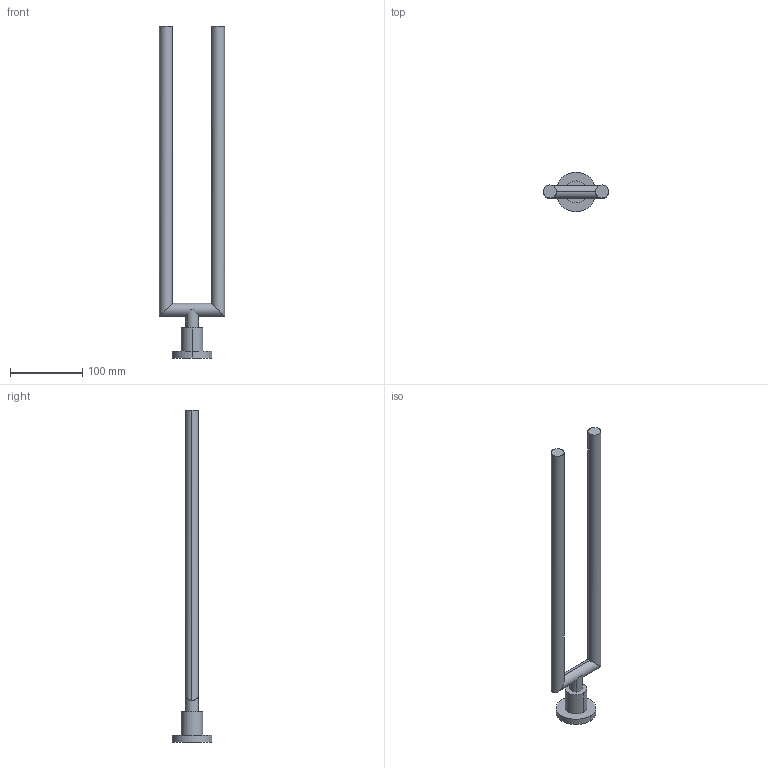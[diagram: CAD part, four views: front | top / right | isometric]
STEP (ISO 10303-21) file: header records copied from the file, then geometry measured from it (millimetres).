
FILE_DESCRIPTION (( 'STEP AP203' ), '1' );
FILE_NAME ('83210892-00.STEP', '2018-07-04T05:55:46', ( '' ), ( '' ), 'SwSTEP 2.0', 'SolidWorks 2017', '' );
FILE_SCHEMA (( 'CONFIG_CONTROL_DESIGN' ));
Length unit declared in the file: millimetre
Products named in the file (5): Planungsmodell_Rohr_gerade-+-28.568.780-10_ _K89_18x26,5; Planungsmodell_Rohr-+-08.17.20.630.90-01_ _K14_18x401,46_45_90; 83210892-00; Planungsmodell_Rohr-+-08.17.20.630.90-01_ _K15_18x81_45_45; Planungsmodell_Rohr-+-10.060.780-02_ _K14_D55x9,5_D30,3x32,5
Assembly tree (5 placements, depth 2):
  83210892-00
    Planungsmodell_Rohr-+-10.060.780-02_ _K14_D55x9,5_D30,3x32,5
    Planungsmodell_Rohr-+-08.17.20.630.90-01_ _K14_18x401,46_45_90  x2
    Planungsmodell_Rohr-+-08.17.20.630.90-01_ _K15_18x81_45_45
    Planungsmodell_Rohr_gerade-+-28.568.780-10_ _K89_18x26,5
Bounding box: 90 x 55 x 458.96 mm (x, y, z)
Volume: 269626.7 mm3; surface area: 61814.3 mm2
Topology: 5 solids, 5 shells, 23 faces, 36 edges, 24 vertices
Faces by surface type: cylinder 12, plane 11
Entity records: 993 total; most frequent: CARTESIAN_POINT 95, DIRECTION 92, ORIENTED_EDGE 60, PERSON_AND_ORGANIZATION 45, AXIS2_PLACEMENT_3D 41, DATE_AND_TIME 35, CALENDAR_DATE 35, COORDINATED_UNIVERSAL_TIME_OFFSET 35
